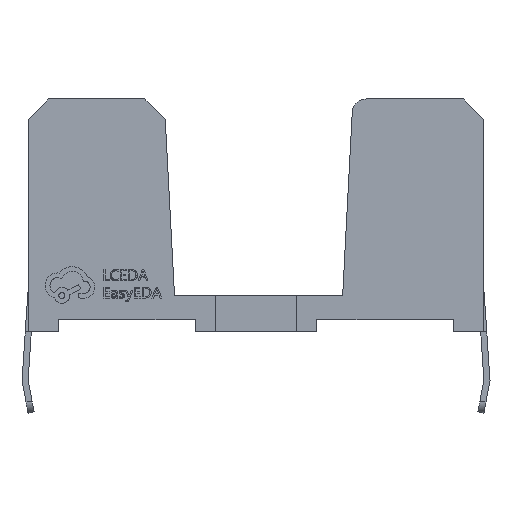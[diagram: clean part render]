
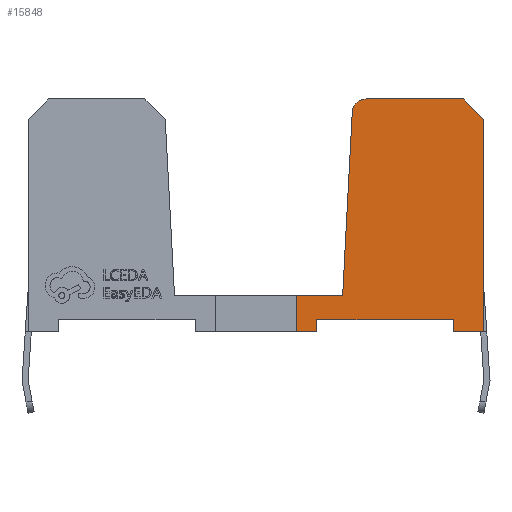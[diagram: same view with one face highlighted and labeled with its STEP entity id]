
A CAD part, front view. The second image highlights one B-rep face of the part: STEP entity #15848.
In plain terms, the highlighted planar face has unit normal (0, -1, 0).
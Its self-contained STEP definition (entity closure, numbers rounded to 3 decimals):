
#6 = VERTEX_POINT ( 'NONE', #3276 ) ;
#148 = CARTESIAN_POINT ( 'NONE',  ( 10.919, -4.8, 10.837 ) ) ;
#442 = DIRECTION ( 'NONE',  ( 1., 0., 0. ) ) ;
#555 = CARTESIAN_POINT ( 'NONE',  ( 5.449, -4.8, 11.5 ) ) ;
#624 = ORIENTED_EDGE ( 'NONE', *, *, #10998, .T. ) ;
#638 = CARTESIAN_POINT ( 'NONE',  ( 4.75, -4.8, 10.837 ) ) ;
#767 = DIRECTION ( 'NONE',  ( 0., -1., 0. ) ) ;
#1033 = CARTESIAN_POINT ( 'NONE',  ( 2., -4.8, 0. ) ) ;
#1072 = VERTEX_POINT ( 'NONE', #15957 ) ;
#1134 = CARTESIAN_POINT ( 'NONE',  ( 4.592, -4.8, 7.824 ) ) ;
#1602 = B_SPLINE_CURVE_WITH_KNOTS ( 'NONE', 3,
 ( #20523, #18854, #11049, #1766 ),
 .UNSPECIFIED., .F., .F.,
 ( 4, 4 ),
 ( 0., 1. ),
 .UNSPECIFIED. ) ;
#1694 = EDGE_CURVE ( 'NONE', #15133, #4585, #5097, .T. ) ;
#1766 = CARTESIAN_POINT ( 'NONE',  ( 9.75, -4.8, 0. ) ) ;
#2115 = CARTESIAN_POINT ( 'NONE',  ( 2., -4.8, 0.6 ) ) ;
#2219 = PLANE ( 'NONE',  #15775 ) ;
#2402 = CARTESIAN_POINT ( 'NONE',  ( 10.256, -4.8, 11.5 ) ) ;
#2710 = CARTESIAN_POINT ( 'NONE',  ( 4.276, -4.8, 1.8 ) ) ;
#2736 = EDGE_CURVE ( 'NONE', #10599, #15133, #11685, .T. ) ;
#3017 = EDGE_CURVE ( 'NONE', #6, #17177, #18334, .T. ) ;
#3026 = ORIENTED_EDGE ( 'NONE', *, *, #10907, .F. ) ;
#3276 = CARTESIAN_POINT ( 'NONE',  ( 2., -4.8, 1.8 ) ) ;
#3473 = CARTESIAN_POINT ( 'NONE',  ( 8.654, -4.8, 11.5 ) ) ;
#3583 = ORIENTED_EDGE ( 'NONE', *, *, #17227, .F. ) ;
#3804 = CARTESIAN_POINT ( 'NONE',  ( 10.256, -4.8, 11.5 ) ) ;
#3973 = CARTESIAN_POINT ( 'NONE',  ( 4.759, -4.8, 11.014 ) ) ;
#4433 = B_SPLINE_CURVE_WITH_KNOTS ( 'NONE', 3,
 ( #19163, #12619, #15537, #14400 ),
 .UNSPECIFIED., .F., .F.,
 ( 4, 4 ),
 ( 0., 1. ),
 .UNSPECIFIED. ) ;
#4477 = VERTEX_POINT ( 'NONE', #6246 ) ;
#4585 = VERTEX_POINT ( 'NONE', #14910 ) ;
#4755 = EDGE_CURVE ( 'NONE', #16889, #6923, #1602, .T. ) ;
#4854 = CARTESIAN_POINT ( 'NONE',  ( 10.25, -4.8, 0. ) ) ;
#5097 = B_SPLINE_CURVE_WITH_KNOTS ( 'NONE', 3,
 ( #3804, #17862, #148, #17759 ),
 .UNSPECIFIED., .F., .F.,
 ( 4, 4 ),
 ( 0., 1. ),
 .UNSPECIFIED. ) ;
#5160 = CARTESIAN_POINT ( 'NONE',  ( 11.25, -4.8, 0. ) ) ;
#5452 = CARTESIAN_POINT ( 'NONE',  ( 9.75, -4.8, 0. ) ) ;
#5480 = CARTESIAN_POINT ( 'NONE',  ( 5.25, -4.8, 0.6 ) ) ;
#5986 = CARTESIAN_POINT ( 'NONE',  ( 3., -4.8, 0.4 ) ) ;
#6246 = CARTESIAN_POINT ( 'NONE',  ( 4.276, -4.8, 1.8 ) ) ;
#6923 = VERTEX_POINT ( 'NONE', #5452 ) ;
#7099 = CARTESIAN_POINT ( 'NONE',  ( 7.5, -4.8, 0.6 ) ) ;
#7371 = VERTEX_POINT ( 'NONE', #7951 ) ;
#7453 = CARTESIAN_POINT ( 'NONE',  ( 3., -4.8, 0. ) ) ;
#7710 = VERTEX_POINT ( 'NONE', #8721 ) ;
#7853 = ORIENTED_EDGE ( 'NONE', *, *, #12512, .F. ) ;
#7932 = CARTESIAN_POINT ( 'NONE',  ( 3., -4.8, 0.6 ) ) ;
#7951 = CARTESIAN_POINT ( 'NONE',  ( 11.25, -4.8, 0. ) ) ;
#8279 = CARTESIAN_POINT ( 'NONE',  ( 2., -4.8, 1.8 ) ) ;
#8422 = CARTESIAN_POINT ( 'NONE',  ( 9.75, -4.8, 0. ) ) ;
#8510 = FACE_OUTER_BOUND ( 'NONE', #14292, .T. ) ;
#8528 = ORIENTED_EDGE ( 'NONE', *, *, #20481, .T. ) ;
#8612 = CARTESIAN_POINT ( 'NONE',  ( 5.449, -4.8, 11.5 ) ) ;
#8721 = CARTESIAN_POINT ( 'NONE',  ( 4.75, -4.8, 10.837 ) ) ;
#8792 = CARTESIAN_POINT ( 'NONE',  ( 2.667, -4.8, 0. ) ) ;
#9102 = CARTESIAN_POINT ( 'NONE',  ( 11.25, -4.8, 11.5 ) ) ;
#9479 = VERTEX_POINT ( 'NONE', #12651 ) ;
#9538 = CARTESIAN_POINT ( 'NONE',  ( 2., -4.8, 0. ) ) ;
#9832 = ORIENTED_EDGE ( 'NONE', *, *, #11191, .T. ) ;
#10437 = CARTESIAN_POINT ( 'NONE',  ( 5.096, -4.8, 11.43 ) ) ;
#10599 = VERTEX_POINT ( 'NONE', #11355 ) ;
#10907 = EDGE_CURVE ( 'NONE', #4477, #7710, #14658, .T. ) ;
#10998 = EDGE_CURVE ( 'NONE', #17177, #1072, #16870, .T. ) ;
#11049 = CARTESIAN_POINT ( 'NONE',  ( 9.75, -4.8, 0.2 ) ) ;
#11119 = EDGE_CURVE ( 'NONE', #1072, #9479, #11922, .T. ) ;
#11191 = EDGE_CURVE ( 'NONE', #6923, #7371, #16623, .T. ) ;
#11203 = CARTESIAN_POINT ( 'NONE',  ( 10.75, -4.8, 0. ) ) ;
#11355 = CARTESIAN_POINT ( 'NONE',  ( 5.449, -4.8, 11.5 ) ) ;
#11407 = ORIENTED_EDGE ( 'NONE', *, *, #2736, .F. ) ;
#11619 = CARTESIAN_POINT ( 'NONE',  ( 10.256, -4.8, 11.5 ) ) ;
#11685 = B_SPLINE_CURVE_WITH_KNOTS ( 'NONE', 3,
 ( #555, #13148, #3473, #11619 ),
 .UNSPECIFIED., .F., .F.,
 ( 4, 4 ),
 ( 0., 1. ),
 .UNSPECIFIED. ) ;
#11922 = B_SPLINE_CURVE_WITH_KNOTS ( 'NONE', 3,
 ( #20281, #12665, #5986, #7932 ),
 .UNSPECIFIED., .F., .F.,
 ( 4, 4 ),
 ( 0., 1. ),
 .UNSPECIFIED. ) ;
#12007 = CARTESIAN_POINT ( 'NONE',  ( 5.272, -4.8, 11.5 ) ) ;
#12079 = ORIENTED_EDGE ( 'NONE', *, *, #11119, .T. ) ;
#12512 = EDGE_CURVE ( 'NONE', #7710, #10599, #18175, .T. ) ;
#12619 = CARTESIAN_POINT ( 'NONE',  ( 11.25, -4.8, 7.004 ) ) ;
#12641 = CARTESIAN_POINT ( 'NONE',  ( 9.75, -4.8, 0.6 ) ) ;
#12651 = CARTESIAN_POINT ( 'NONE',  ( 3., -4.8, 0.6 ) ) ;
#12665 = CARTESIAN_POINT ( 'NONE',  ( 3., -4.8, 0.2 ) ) ;
#12812 = CARTESIAN_POINT ( 'NONE',  ( 3.518, -4.8, 1.8 ) ) ;
#13133 = ORIENTED_EDGE ( 'NONE', *, *, #1694, .F. ) ;
#13148 = CARTESIAN_POINT ( 'NONE',  ( 7.051, -4.8, 11.5 ) ) ;
#13429 = ORIENTED_EDGE ( 'NONE', *, *, #3017, .T. ) ;
#13439 = CARTESIAN_POINT ( 'NONE',  ( 2., -4.8, 0. ) ) ;
#13547 = CARTESIAN_POINT ( 'NONE',  ( 4.839, -4.8, 11.186 ) ) ;
#14292 = EDGE_LOOP ( 'NONE', ( #12079, #8528, #16706, #9832, #3583, #13133, #11407, #7853, #3026, #14949, #13429, #624 ) ) ;
#14400 = CARTESIAN_POINT ( 'NONE',  ( 11.25, -4.8, 0. ) ) ;
#14414 = CARTESIAN_POINT ( 'NONE',  ( 2., -4.8, 1.2 ) ) ;
#14658 = B_SPLINE_CURVE_WITH_KNOTS ( 'NONE', 3,
 ( #2710, #18219, #1134, #14911 ),
 .UNSPECIFIED., .F., .F.,
 ( 4, 4 ),
 ( 0., 1. ),
 .UNSPECIFIED. ) ;
#14910 = CARTESIAN_POINT ( 'NONE',  ( 11.25, -4.8, 10.506 ) ) ;
#14911 = CARTESIAN_POINT ( 'NONE',  ( 4.75, -4.8, 10.837 ) ) ;
#14949 = ORIENTED_EDGE ( 'NONE', *, *, #15089, .T. ) ;
#15089 = EDGE_CURVE ( 'NONE', #4477, #6, #16599, .T. ) ;
#15133 = VERTEX_POINT ( 'NONE', #2402 ) ;
#15537 = CARTESIAN_POINT ( 'NONE',  ( 11.25, -4.8, 3.502 ) ) ;
#15775 = AXIS2_PLACEMENT_3D ( 'NONE', #9102, #767, #442 ) ;
#15848 = ADVANCED_FACE ( 'NONE', ( #8510 ), #2219, .T. ) ;
#15957 = CARTESIAN_POINT ( 'NONE',  ( 3., -4.8, 0. ) ) ;
#16154 = CARTESIAN_POINT ( 'NONE',  ( 2., -4.8, 1.8 ) ) ;
#16599 = B_SPLINE_CURVE_WITH_KNOTS ( 'NONE', 3,
 ( #19277, #12812, #17503, #16154 ),
 .UNSPECIFIED., .F., .F.,
 ( 4, 4 ),
 ( 0., 1. ),
 .UNSPECIFIED. ) ;
#16623 = B_SPLINE_CURVE_WITH_KNOTS ( 'NONE', 3,
 ( #8422, #4854, #11203, #5160 ),
 .UNSPECIFIED., .F., .F.,
 ( 4, 4 ),
 ( 0., 1. ),
 .UNSPECIFIED. ) ;
#16706 = ORIENTED_EDGE ( 'NONE', *, *, #4755, .T. ) ;
#16870 = B_SPLINE_CURVE_WITH_KNOTS ( 'NONE', 3,
 ( #1033, #18422, #8792, #7453 ),
 .UNSPECIFIED., .F., .F.,
 ( 4, 4 ),
 ( 0., 1. ),
 .UNSPECIFIED. ) ;
#16889 = VERTEX_POINT ( 'NONE', #12641 ) ;
#17177 = VERTEX_POINT ( 'NONE', #13439 ) ;
#17227 = EDGE_CURVE ( 'NONE', #4585, #7371, #4433, .T. ) ;
#17503 = CARTESIAN_POINT ( 'NONE',  ( 2.759, -4.8, 1.8 ) ) ;
#17759 = CARTESIAN_POINT ( 'NONE',  ( 11.25, -4.8, 10.506 ) ) ;
#17862 = CARTESIAN_POINT ( 'NONE',  ( 10.587, -4.8, 11.169 ) ) ;
#17965 = CARTESIAN_POINT ( 'NONE',  ( 3., -4.8, 0.6 ) ) ;
#18025 = B_SPLINE_CURVE_WITH_KNOTS ( 'NONE', 3,
 ( #17965, #5480, #7099, #19538 ),
 .UNSPECIFIED., .F., .F.,
 ( 4, 4 ),
 ( 0., 1. ),
 .UNSPECIFIED. ) ;
#18175 = B_SPLINE_CURVE_WITH_KNOTS ( 'NONE', 3,
 ( #638, #3973, #13547, #10437, #12007, #8612 ),
 .UNSPECIFIED., .F., .F.,
 ( 4, 2, 4 ),
 ( 0., 0.5, 1. ),
 .UNSPECIFIED. ) ;
#18219 = CARTESIAN_POINT ( 'NONE',  ( 4.434, -4.8, 4.812 ) ) ;
#18334 = B_SPLINE_CURVE_WITH_KNOTS ( 'NONE', 3,
 ( #8279, #14414, #2115, #9538 ),
 .UNSPECIFIED., .F., .F.,
 ( 4, 4 ),
 ( 0., 1. ),
 .UNSPECIFIED. ) ;
#18422 = CARTESIAN_POINT ( 'NONE',  ( 2.333, -4.8, 0. ) ) ;
#18854 = CARTESIAN_POINT ( 'NONE',  ( 9.75, -4.8, 0.4 ) ) ;
#19163 = CARTESIAN_POINT ( 'NONE',  ( 11.25, -4.8, 10.506 ) ) ;
#19277 = CARTESIAN_POINT ( 'NONE',  ( 4.276, -4.8, 1.8 ) ) ;
#19538 = CARTESIAN_POINT ( 'NONE',  ( 9.75, -4.8, 0.6 ) ) ;
#20281 = CARTESIAN_POINT ( 'NONE',  ( 3., -4.8, 0. ) ) ;
#20481 = EDGE_CURVE ( 'NONE', #9479, #16889, #18025, .T. ) ;
#20523 = CARTESIAN_POINT ( 'NONE',  ( 9.75, -4.8, 0.6 ) ) ;
